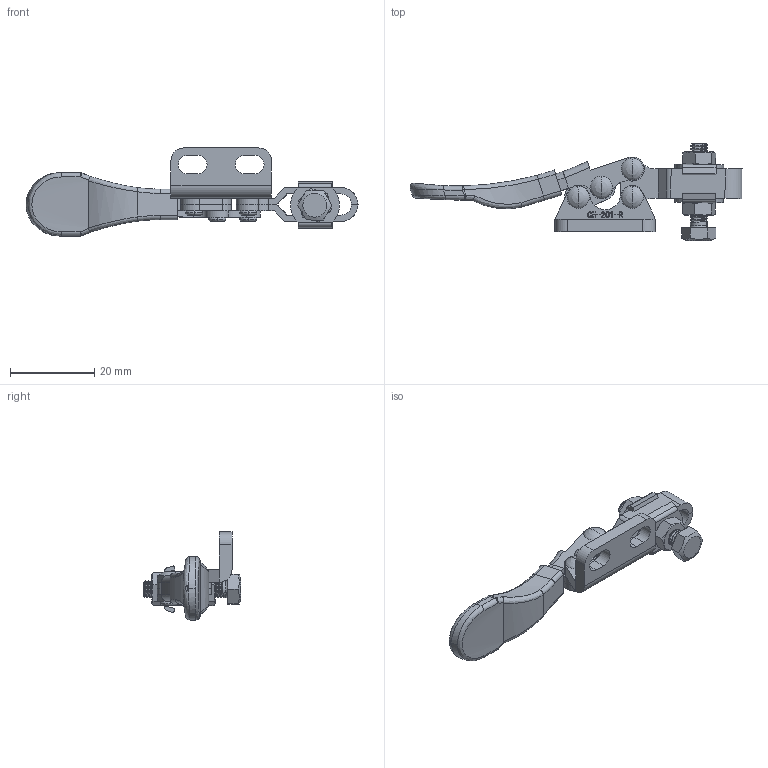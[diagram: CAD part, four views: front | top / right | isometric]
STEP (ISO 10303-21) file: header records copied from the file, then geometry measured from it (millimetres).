
FILE_DESCRIPTION (( 'STEP AP203' ), '1' );
FILE_NAME ('CH-201-R.STEP', '2010-06-03T08:50:00', ( '·L?¥Î?' ), ( '·L?¤¤?' ), 'SwSTEP 2.0', 'SolidWorks 2005179', '' );
FILE_SCHEMA (( 'CONFIG_CONTROL_DESIGN' ));
Length unit declared in the file: millimetre
Products named in the file (11): 201-05_??; 201-A-03_??; 201-06_??; CH-201-R; 201-02_??; 201-R-01_??; 201-03_??; 201-A-04_??; CH-SA-042007_??; M4_??; CH-FW-080_??
Assembly tree (16 placements, depth 3):
  CH-201-R
    201-02_??
    201-06_??  x4
    CH-SA-042007_??
    M4_??  x2
    201-A-04_??  x2
    CH-FW-080_??  x2
    201-R-01_??
    201-03_??
      201-05_??
      201-A-03_??
Bounding box: 78.6 x 23.02 x 20.86 mm (x, y, z)
Volume: 4567.1 mm3; surface area: 8036.3 mm2
Topology: 16 solids, 16 shells, 749 faces, 1982 edges, 1281 vertices
Faces by surface type: plane 275, cylinder 202, bspline 191, torus 44, cone 31, sphere 6
Entity records: 47047 total; most frequent: CARTESIAN_POINT 31009, ORIENTED_EDGE 3482, DIRECTION 2376, EDGE_CURVE 1741, VERTEX_POINT 1143, VECTOR 906, LINE 906, AXIS2_PLACEMENT_3D 735
